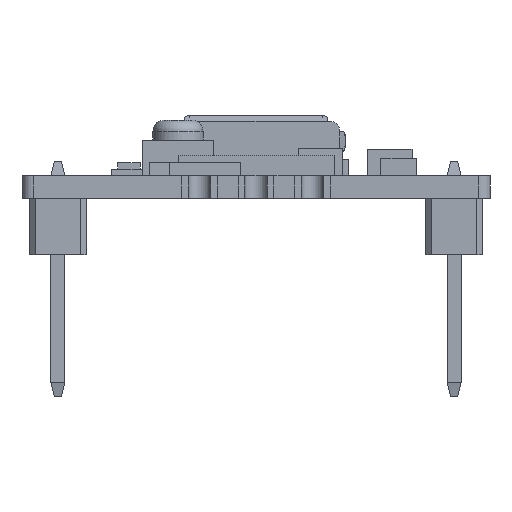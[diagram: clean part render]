
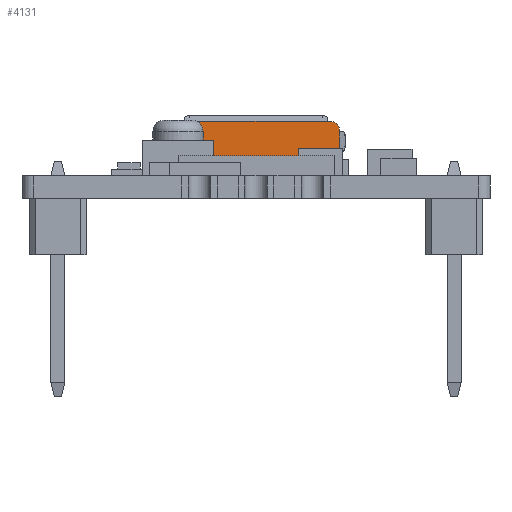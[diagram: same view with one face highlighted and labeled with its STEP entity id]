
A CAD part, front view. The second image highlights one B-rep face of the part: STEP entity #4131.
In plain terms, the highlighted planar face has unit normal (0, -1, 0).
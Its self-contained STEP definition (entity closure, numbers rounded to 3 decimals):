
#1217 = VERTEX_POINT('',#1218);
#1218 = CARTESIAN_POINT('',(2.661,21.2,1.));
#1224 = EDGE_CURVE('',#1225,#1217,#1227,.T.);
#1225 = VERTEX_POINT('',#1226);
#1226 = CARTESIAN_POINT('',(-2.661,21.2,1.));
#1227 = LINE('',#1228,#1229);
#1228 = CARTESIAN_POINT('',(-2.837,21.2,1.));
#1229 = VECTOR('',#1230,1.);
#1230 = DIRECTION('',(1.,0.,0.));
#4106 = VERTEX_POINT('',#4107);
#4107 = CARTESIAN_POINT('',(-2.961,21.2,1.124));
#4113 = EDGE_CURVE('',#1225,#4106,#4114,.T.);
#4114 = CIRCLE('',#4115,0.425);
#4115 = AXIS2_PLACEMENT_3D('',#4116,#4117,#4118);
#4116 = CARTESIAN_POINT('',(-2.661,21.2,1.425));
#4117 = DIRECTION('',(0.,1.,0.));
#4118 = DIRECTION('',(0.,0.,-1.));
#4131 = ADVANCED_FACE('',(#4132),#4219,.F.);
#4132 = FACE_BOUND('',#4133,.F.);
#4133 = EDGE_LOOP('',(#4134,#4135,#4136,#4144,#4153,#4161,#4170,#4178,
    #4187,#4195,#4204,#4212));
#4134 = ORIENTED_EDGE('',*,*,#1224,.F.);
#4135 = ORIENTED_EDGE('',*,*,#4113,.T.);
#4136 = ORIENTED_EDGE('',*,*,#4137,.T.);
#4137 = EDGE_CURVE('',#4106,#4138,#4140,.T.);
#4138 = VERTEX_POINT('',#4139);
#4139 = CARTESIAN_POINT('',(-3.626,21.2,1.789));
#4140 = LINE('',#4141,#4142);
#4141 = CARTESIAN_POINT('',(-2.837,21.2,1.));
#4142 = VECTOR('',#4143,1.);
#4143 = DIRECTION('',(-0.707,0.,0.707));
#4144 = ORIENTED_EDGE('',*,*,#4145,.F.);
#4145 = EDGE_CURVE('',#4146,#4138,#4148,.T.);
#4146 = VERTEX_POINT('',#4147);
#4147 = CARTESIAN_POINT('',(-3.75,21.2,2.089));
#4148 = CIRCLE('',#4149,0.425);
#4149 = AXIS2_PLACEMENT_3D('',#4150,#4151,#4152);
#4150 = CARTESIAN_POINT('',(-3.325,21.2,2.089));
#4151 = DIRECTION('',(0.,-1.,0.));
#4152 = DIRECTION('',(0.,0.,-1.));
#4153 = ORIENTED_EDGE('',*,*,#4154,.T.);
#4154 = EDGE_CURVE('',#4146,#4155,#4157,.T.);
#4155 = VERTEX_POINT('',#4156);
#4156 = CARTESIAN_POINT('',(-3.75,21.2,3.025));
#4157 = LINE('',#4158,#4159);
#4158 = CARTESIAN_POINT('',(-3.75,21.2,1.913));
#4159 = VECTOR('',#4160,1.);
#4160 = DIRECTION('',(0.,0.,1.));
#4161 = ORIENTED_EDGE('',*,*,#4162,.F.);
#4162 = EDGE_CURVE('',#4163,#4155,#4165,.T.);
#4163 = VERTEX_POINT('',#4164);
#4164 = CARTESIAN_POINT('',(-3.325,21.2,3.45));
#4165 = CIRCLE('',#4166,0.425);
#4166 = AXIS2_PLACEMENT_3D('',#4167,#4168,#4169);
#4167 = CARTESIAN_POINT('',(-3.325,21.2,3.025));
#4168 = DIRECTION('',(0.,-1.,0.));
#4169 = DIRECTION('',(0.,0.,-1.));
#4170 = ORIENTED_EDGE('',*,*,#4171,.T.);
#4171 = EDGE_CURVE('',#4163,#4172,#4174,.T.);
#4172 = VERTEX_POINT('',#4173);
#4173 = CARTESIAN_POINT('',(3.325,21.2,3.45));
#4174 = LINE('',#4175,#4176);
#4175 = CARTESIAN_POINT('',(-3.75,21.2,3.45));
#4176 = VECTOR('',#4177,1.);
#4177 = DIRECTION('',(1.,0.,0.));
#4178 = ORIENTED_EDGE('',*,*,#4179,.F.);
#4179 = EDGE_CURVE('',#4180,#4172,#4182,.T.);
#4180 = VERTEX_POINT('',#4181);
#4181 = CARTESIAN_POINT('',(3.75,21.2,3.025));
#4182 = CIRCLE('',#4183,0.425);
#4183 = AXIS2_PLACEMENT_3D('',#4184,#4185,#4186);
#4184 = CARTESIAN_POINT('',(3.325,21.2,3.025));
#4185 = DIRECTION('',(0.,-1.,0.));
#4186 = DIRECTION('',(0.,0.,-1.));
#4187 = ORIENTED_EDGE('',*,*,#4188,.T.);
#4188 = EDGE_CURVE('',#4180,#4189,#4191,.T.);
#4189 = VERTEX_POINT('',#4190);
#4190 = CARTESIAN_POINT('',(3.75,21.2,2.089));
#4191 = LINE('',#4192,#4193);
#4192 = CARTESIAN_POINT('',(3.75,21.2,3.45));
#4193 = VECTOR('',#4194,1.);
#4194 = DIRECTION('',(0.,0.,-1.));
#4195 = ORIENTED_EDGE('',*,*,#4196,.F.);
#4196 = EDGE_CURVE('',#4197,#4189,#4199,.T.);
#4197 = VERTEX_POINT('',#4198);
#4198 = CARTESIAN_POINT('',(3.626,21.2,1.789));
#4199 = CIRCLE('',#4200,0.425);
#4200 = AXIS2_PLACEMENT_3D('',#4201,#4202,#4203);
#4201 = CARTESIAN_POINT('',(3.325,21.2,2.089));
#4202 = DIRECTION('',(0.,-1.,0.));
#4203 = DIRECTION('',(0.,0.,-1.));
#4204 = ORIENTED_EDGE('',*,*,#4205,.T.);
#4205 = EDGE_CURVE('',#4197,#4206,#4208,.T.);
#4206 = VERTEX_POINT('',#4207);
#4207 = CARTESIAN_POINT('',(2.961,21.2,1.124));
#4208 = LINE('',#4209,#4210);
#4209 = CARTESIAN_POINT('',(3.75,21.2,1.913));
#4210 = VECTOR('',#4211,1.);
#4211 = DIRECTION('',(-0.707,-0.,-0.707));
#4212 = ORIENTED_EDGE('',*,*,#4213,.F.);
#4213 = EDGE_CURVE('',#1217,#4206,#4214,.T.);
#4214 = CIRCLE('',#4215,0.425);
#4215 = AXIS2_PLACEMENT_3D('',#4216,#4217,#4218);
#4216 = CARTESIAN_POINT('',(2.661,21.2,1.425));
#4217 = DIRECTION('',(0.,-1.,0.));
#4218 = DIRECTION('',(0.,0.,-1.));
#4219 = PLANE('',#4220);
#4220 = AXIS2_PLACEMENT_3D('',#4221,#4222,#4223);
#4221 = CARTESIAN_POINT('',(0.,21.2,2.313));
#4222 = DIRECTION('',(0.,1.,0.));
#4223 = DIRECTION('',(0.,0.,1.));
